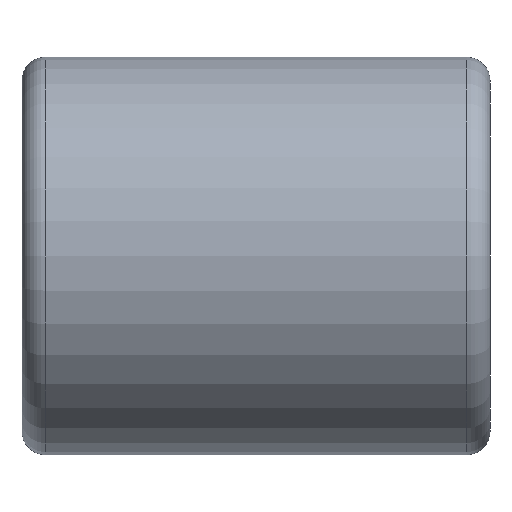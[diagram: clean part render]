
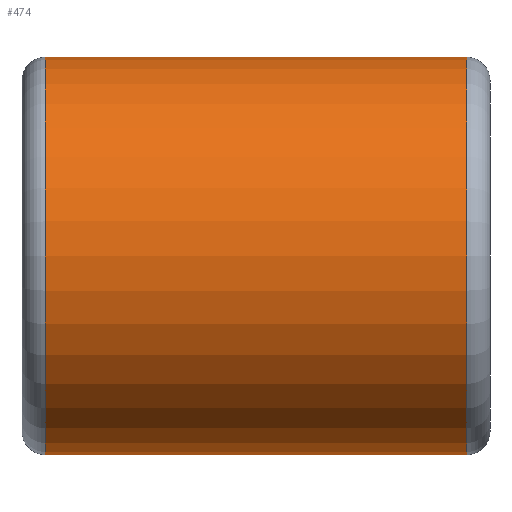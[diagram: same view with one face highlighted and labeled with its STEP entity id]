
A CAD part, front view. The second image highlights one B-rep face of the part: STEP entity #474.
In plain terms, the highlighted cylindrical face has radius 42.5 mm (diameter 85 mm), a partial arc.
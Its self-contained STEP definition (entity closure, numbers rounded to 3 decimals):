
#55 = DIRECTION ( 'NONE',  ( -1., 0., 0. ) ) ;
#56 = ORIENTED_EDGE ( 'NONE', *, *, #131, .T. ) ;
#59 = DIRECTION ( 'NONE',  ( 0., 0., 1. ) ) ;
#60 = VERTEX_POINT ( 'NONE', #408 ) ;
#88 = EDGE_CURVE ( 'NONE', #60, #375, #395, .T. ) ;
#96 = LINE ( 'NONE', #227, #137 ) ;
#103 = CARTESIAN_POINT ( 'NONE',  ( 95., 0., 42.5 ) ) ;
#104 = VERTEX_POINT ( 'NONE', #501 ) ;
#106 = ORIENTED_EDGE ( 'NONE', *, *, #129, .F. ) ;
#109 = VERTEX_POINT ( 'NONE', #103 ) ;
#129 = EDGE_CURVE ( 'NONE', #104, #375, #96, .T. ) ;
#131 = EDGE_CURVE ( 'NONE', #109, #60, #184, .T. ) ;
#137 = VECTOR ( 'NONE', #273, 1000. ) ;
#140 = DIRECTION ( 'NONE',  ( 1., 0., 0. ) ) ;
#148 = CARTESIAN_POINT ( 'NONE',  ( 95., 0., 0. ) ) ;
#152 = DIRECTION ( 'NONE',  ( 0., 0., -1. ) ) ;
#156 = VECTOR ( 'NONE', #55, 1000. ) ;
#163 = DIRECTION ( 'NONE',  ( -1., 0., 0. ) ) ;
#164 = ORIENTED_EDGE ( 'NONE', *, *, #176, .T. ) ;
#176 = EDGE_CURVE ( 'NONE', #104, #109, #209, .T. ) ;
#184 = LINE ( 'NONE', #366, #156 ) ;
#209 = CIRCLE ( 'NONE', #458, 42.5 ) ;
#210 = AXIS2_PLACEMENT_3D ( 'NONE', #475, #163, #350 ) ;
#227 = CARTESIAN_POINT ( 'NONE',  ( 0., 0., -42.5 ) ) ;
#273 = DIRECTION ( 'NONE',  ( -1., 0., 0. ) ) ;
#291 = FACE_OUTER_BOUND ( 'NONE', #512, .T. ) ;
#299 = CARTESIAN_POINT ( 'NONE',  ( 5., 0., -42.5 ) ) ;
#330 = DIRECTION ( 'NONE',  ( -1., 0., 0. ) ) ;
#350 = DIRECTION ( 'NONE',  ( 0., 0., 1. ) ) ;
#366 = CARTESIAN_POINT ( 'NONE',  ( 0., 0., 42.5 ) ) ;
#375 = VERTEX_POINT ( 'NONE', #299 ) ;
#395 = CIRCLE ( 'NONE', #427, 42.5 ) ;
#408 = CARTESIAN_POINT ( 'NONE',  ( 5., 0., 42.5 ) ) ;
#427 = AXIS2_PLACEMENT_3D ( 'NONE', #549, #140, #152 ) ;
#458 = AXIS2_PLACEMENT_3D ( 'NONE', #148, #330, #59 ) ;
#474 = ADVANCED_FACE ( 'NONE', ( #291 ), #567, .T. ) ;
#475 = CARTESIAN_POINT ( 'NONE',  ( 0., 0., 0. ) ) ;
#498 = ORIENTED_EDGE ( 'NONE', *, *, #88, .T. ) ;
#501 = CARTESIAN_POINT ( 'NONE',  ( 95., 0., -42.5 ) ) ;
#512 = EDGE_LOOP ( 'NONE', ( #106, #164, #56, #498 ) ) ;
#549 = CARTESIAN_POINT ( 'NONE',  ( 5., 0., 0. ) ) ;
#567 = CYLINDRICAL_SURFACE ( 'NONE', #210, 42.5 ) ;
